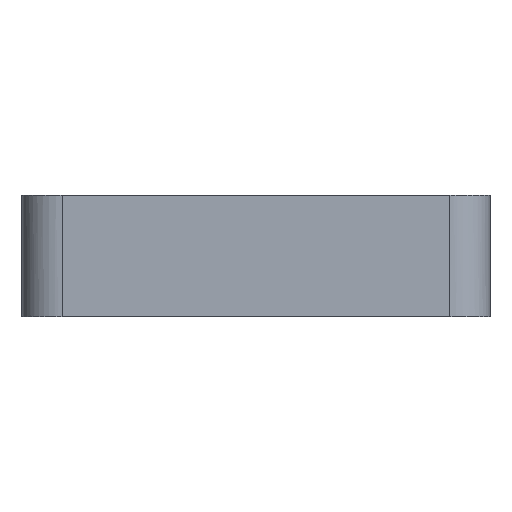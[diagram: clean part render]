
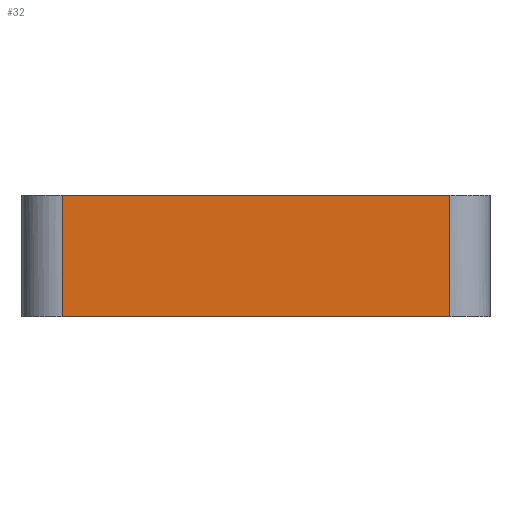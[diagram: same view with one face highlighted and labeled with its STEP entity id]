
A CAD part, left-side view. The second image highlights one B-rep face of the part: STEP entity #32.
In plain terms, the highlighted planar face has unit normal (-1, 0, 0).
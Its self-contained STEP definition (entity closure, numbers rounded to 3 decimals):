
#32=ADVANCED_FACE('',(#66),#584,.T.);
#66=FACE_OUTER_BOUND('',#106,.T.);
#106=EDGE_LOOP('',(#223,#224,#225,#226));
#223=ORIENTED_EDGE('',*,*,#371,.F.);
#224=ORIENTED_EDGE('',*,*,#356,.T.);
#225=ORIENTED_EDGE('',*,*,#372,.F.);
#226=ORIENTED_EDGE('',*,*,#364,.T.);
#356=EDGE_CURVE('',#552,#551,#444,.T.);
#364=EDGE_CURVE('',#566,#565,#452,.T.);
#371=EDGE_CURVE('',#552,#565,#459,.T.);
#372=EDGE_CURVE('',#566,#551,#460,.T.);
#444=B_SPLINE_CURVE_WITH_KNOTS('',1,(#1129,#1130),.UNSPECIFIED.,.F.,.F.,
(2,2),(-58.,0.),.UNSPECIFIED.);
#452=B_SPLINE_CURVE_WITH_KNOTS('',1,(#1145,#1146),.UNSPECIFIED.,.F.,.F.,
(2,2),(0.,58.),.UNSPECIFIED.);
#459=B_SPLINE_CURVE_WITH_KNOTS('',1,(#1159,#1160),.UNSPECIFIED.,.F.,.F.,
(2,2),(-18.2,0.),.UNSPECIFIED.);
#460=B_SPLINE_CURVE_WITH_KNOTS('',1,(#1161,#1162),.UNSPECIFIED.,.F.,.F.,
(2,2),(-18.2,0.),.UNSPECIFIED.);
#551=VERTEX_POINT('',#1017);
#552=VERTEX_POINT('',#1018);
#565=VERTEX_POINT('',#1031);
#566=VERTEX_POINT('',#1032);
#584=PLANE('',#638);
#638=AXIS2_PLACEMENT_3D('',#752,#659,$);
#659=DIRECTION('',(-1.,0.,0.));
#752=CARTESIAN_POINT('',(-112.,-25.626,-163.496));
#1017=CARTESIAN_POINT('',(-112.,-19.825,-161.675));
#1018=CARTESIAN_POINT('',(-112.,38.175,-161.675));
#1031=CARTESIAN_POINT('',(-112.,38.175,-143.475));
#1032=CARTESIAN_POINT('',(-112.,-19.825,-143.475));
#1129=CARTESIAN_POINT('',(-112.,38.175,-161.675));
#1130=CARTESIAN_POINT('',(-112.,-19.825,-161.675));
#1145=CARTESIAN_POINT('',(-112.,-19.825,-143.475));
#1146=CARTESIAN_POINT('',(-112.,38.175,-143.475));
#1159=CARTESIAN_POINT('',(-112.,38.175,-161.675));
#1160=CARTESIAN_POINT('',(-112.,38.175,-143.475));
#1161=CARTESIAN_POINT('',(-112.,-19.825,-143.475));
#1162=CARTESIAN_POINT('',(-112.,-19.825,-161.675));
